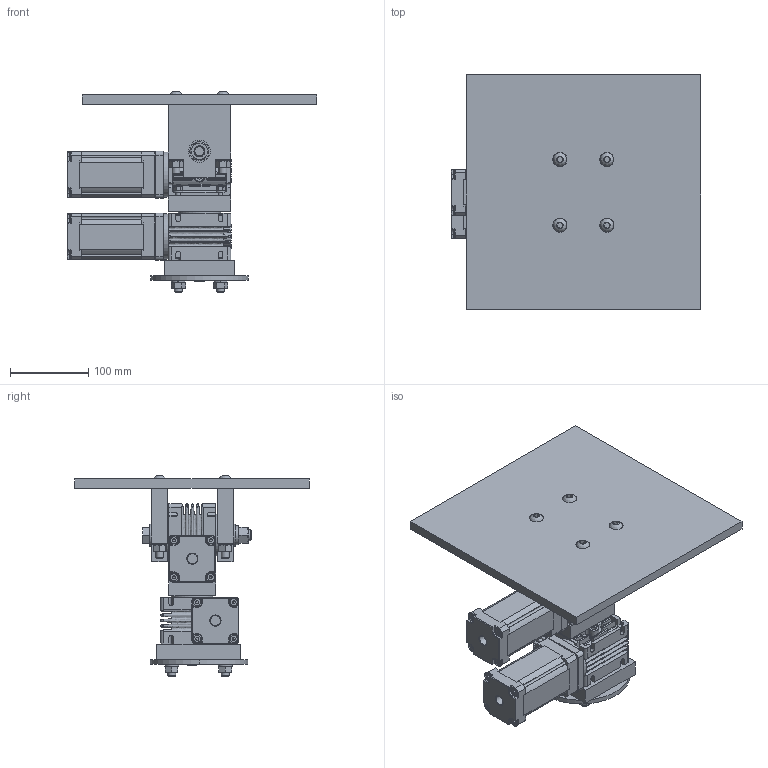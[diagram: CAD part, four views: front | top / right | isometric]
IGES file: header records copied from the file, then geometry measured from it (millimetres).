
Start section: Data from Parasolid IGES Translator 17.0.21, Copyright(c) 2006 Siemens P LM Software. All Rights Reserved.
Global section: file name: cardansolaire.igs; native system: By Siemens PLM Incorporated; preprocessor: XPlus GENERIC/IGES 17.0.21; author: Noname; organization: Noname; date: 20221210.175154; units: metre
Bounding box: 318.94 x 300 x 255.89 mm (x, y, z)
Volume: 3202236.7 mm3; surface area: 745789.4 mm2
Topology: 88 solids, 88 shells, 2154 faces, 5418 edges, 3470 vertices
Faces by surface type: plane 949, cylinder 651, cone 322, bspline 140, extrusion 42, torus 34, sphere 16
Full cylindrical faces by diameter (mm): 3.79 x16, 4 x8, 6 x32, 10 x20, 10.5 x8, 10.611 x2, 10.613 x2, 12 x4, 12.735 x2, 13 x4, 14 x4, 15.25 x4, 17.5 x8, 18 x8, 25 x8, 28 x4, 30 x2, 38 x2, 40 x4, 47 x8, 54 x5, 58 x3
